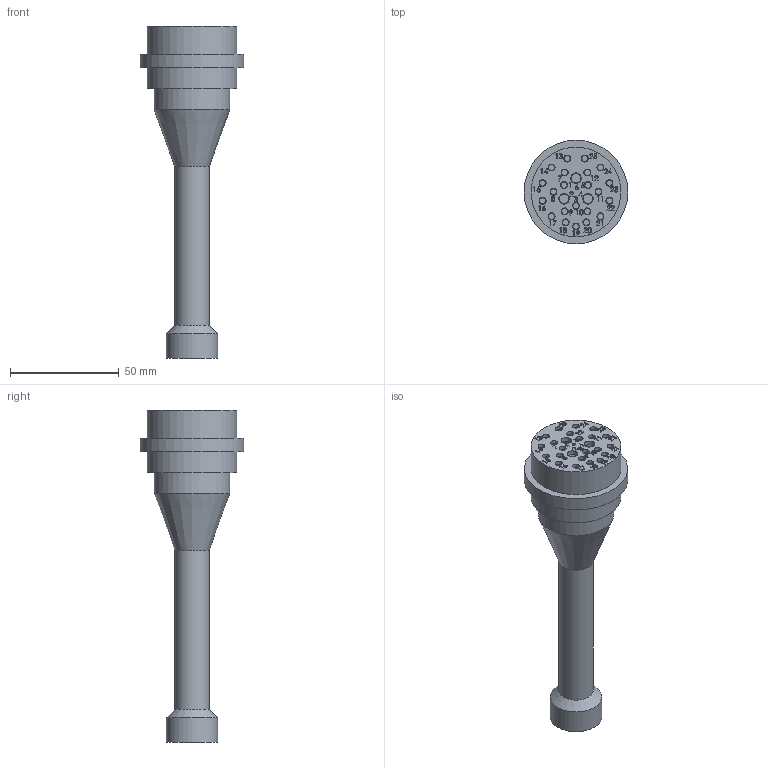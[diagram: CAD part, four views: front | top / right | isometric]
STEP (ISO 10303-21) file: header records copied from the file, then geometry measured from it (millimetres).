
FILE_DESCRIPTION(/* description */ (''),/* implementation_level */ '2;1');
FILE_NAME(/* name */ 'DC25F.stp',/* time_stamp */ '2014-12-16T08:43:55+01:00',/* author */ ('sh'),/* organization */ (''),/* preprocessor_version */ 'ST-DEVELOPER v15.2',/* originating_system */ 'Autodesk Inventor 2014',/* authorisation */ '');
FILE_SCHEMA (('AUTOMOTIVE_DESIGN { 1 0 10303 214 3 1 1 }'));
Length unit declared in the file: inch
Products named in the file (1): DC25F
Bounding box: 47.62 x 47.62 x 152.6 mm (x, y, z)
Volume: 78573.1 mm3; surface area: 22145.6 mm2
Topology: 1 solids, 1 shells, 703 faces, 1768 edges, 1148 vertices
Faces by surface type: plane 306, bspline 208, cylinder 109, torus 78, cone 2
Full cylindrical faces by diameter (mm): 3.175 x88, 4.826 x15, 15.875 x1, 23.724 x1, 34.925 x1, 41.275 x2, 47.625 x1
Entity records: 31132 total; most frequent: CARTESIAN_POINT 16734, ORIENTED_EDGE 3020, DIRECTION 2304, EDGE_CURVE 1510, VERTEX_POINT 1079, EDGE_LOOP 973, LINE 874, VECTOR 874
